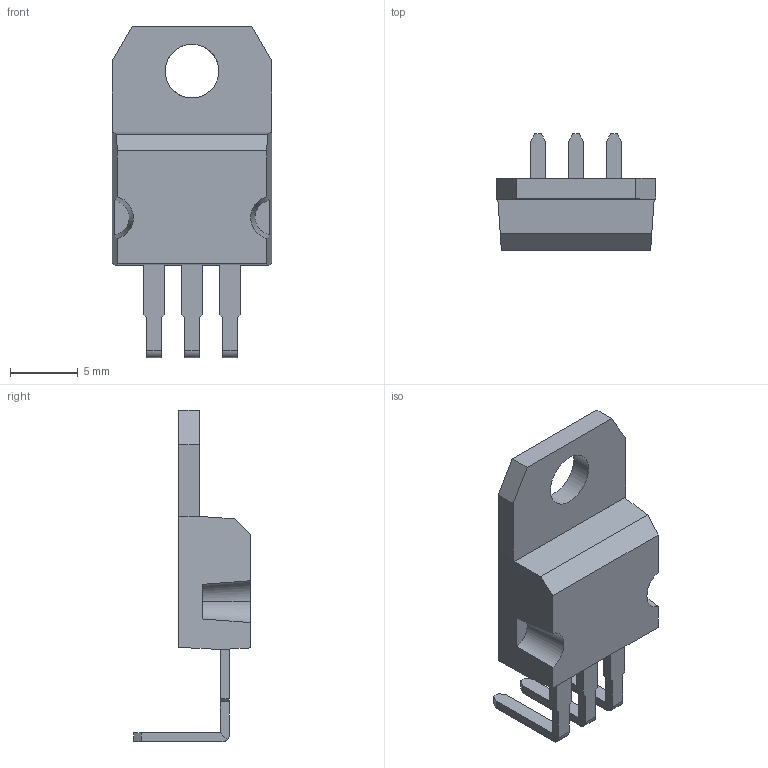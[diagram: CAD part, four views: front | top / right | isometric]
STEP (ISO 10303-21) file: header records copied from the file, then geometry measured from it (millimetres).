
FILE_DESCRIPTION(('FreeCAD Model'),'2;1');
FILE_NAME('Open CASCADE Shape Model','2025-05-05T05:07:08',('FreeCAD'),( 'FreeCAD'),'Open CASCADE STEP processor 7.6','FreeCAD','Unknown');
FILE_SCHEMA(('AUTOMOTIVE_DESIGN { 1 0 10303 214 1 1 1 1 }'));
Length unit declared in the file: millimetre
Products named in the file (1): Open CASCADE STEP translator 7.6 1
Bounding box: 11.74 x 8.6 x 24.44 mm (x, y, z)
Volume: 706.5 mm3; surface area: 1007.8 mm2
Topology: 5 solids, 5 shells, 100 faces, 264 edges, 174 vertices
Faces by surface type: bspline 100
Entity records: 2812 total; most frequent: CARTESIAN_POINT 1183, ORIENTED_EDGE 528, EDGE_CURVE 264, B_SPLINE_CURVE_WITH_KNOTS 242, VERTEX_POINT 174, FACE_BOUND 102, EDGE_LOOP 102, ADVANCED_FACE 100
